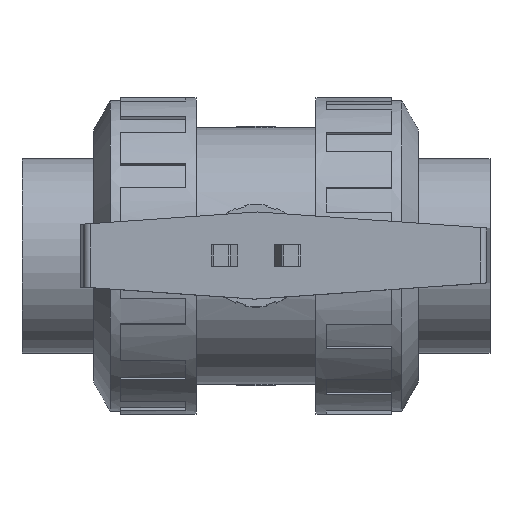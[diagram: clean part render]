
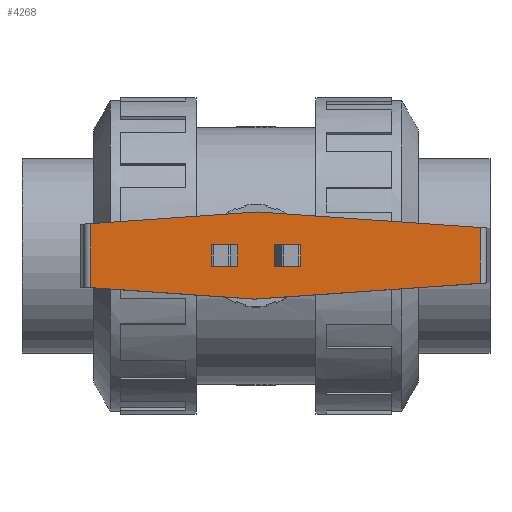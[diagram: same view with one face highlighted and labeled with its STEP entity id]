
A CAD part, top view. The second image highlights one B-rep face of the part: STEP entity #4268.
In plain terms, the highlighted planar face has unit normal (0, 0, 1).
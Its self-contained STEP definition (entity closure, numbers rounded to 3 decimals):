
#3119=CARTESIAN_POINT('',(0.489,13.966,88.5));
#3120=VERTEX_POINT('',#3119);
#3127=CARTESIAN_POINT('',(71.912,8.971,88.5));
#3128=VERTEX_POINT('',#3127);
#3129=CARTESIAN_POINT('',(71.912,8.971,88.5));
#3130=DIRECTION('',(-0.998,0.07,0.0));
#3131=VECTOR('',#3130,71.597);
#3132=LINE('',#3129,#3131);
#3133=EDGE_CURVE('',#3128,#3120,#3132,.T.);
#3232=CARTESIAN_POINT('',(-53.162,10.214,88.5));
#3233=VERTEX_POINT('',#3232);
#3241=CARTESIAN_POINT('',(0.489,13.966,88.5));
#3242=DIRECTION('',(-0.998,-0.07,0.0));
#3243=VECTOR('',#3242,53.782);
#3244=LINE('',#3241,#3243);
#3245=EDGE_CURVE('',#3120,#3233,#3244,.T.);
#3405=CARTESIAN_POINT('',(-0.489,-13.966,88.5));
#3406=VERTEX_POINT('',#3405);
#3413=CARTESIAN_POINT('',(-53.162,-10.283,88.5));
#3414=VERTEX_POINT('',#3413);
#3415=CARTESIAN_POINT('',(-53.162,-10.283,88.5));
#3416=DIRECTION('',(0.998,-0.07,0.0));
#3417=VECTOR('',#3416,52.801);
#3418=LINE('',#3415,#3417);
#3419=EDGE_CURVE('',#3414,#3406,#3418,.T.);
#3469=CARTESIAN_POINT('',(-5.84,-3.5,88.5));
#3470=VERTEX_POINT('',#3469);
#3471=CARTESIAN_POINT('',(-14.2,-3.5,88.5));
#3472=VERTEX_POINT('',#3471);
#3473=CARTESIAN_POINT('',(-5.84,-3.5,88.5));
#3474=DIRECTION('',(-1.0,0.0,0.0));
#3475=VECTOR('',#3474,8.36);
#3476=LINE('',#3473,#3475);
#3477=EDGE_CURVE('',#3470,#3472,#3476,.T.);
#3527=CARTESIAN_POINT('',(-5.84,3.5,88.5));
#3528=VERTEX_POINT('',#3527);
#3529=CARTESIAN_POINT('',(-5.84,3.5,88.5));
#3530=DIRECTION('',(0.0,-1.0,0.0));
#3531=VECTOR('',#3530,7.);
#3532=LINE('',#3529,#3531);
#3533=EDGE_CURVE('',#3528,#3470,#3532,.T.);
#3590=CARTESIAN_POINT('',(-14.2,3.5,88.5));
#3591=VERTEX_POINT('',#3590);
#3592=CARTESIAN_POINT('',(-14.2,-3.5,88.5));
#3593=DIRECTION('',(0.0,1.0,0.0));
#3594=VECTOR('',#3593,7.);
#3595=LINE('',#3592,#3594);
#3596=EDGE_CURVE('',#3472,#3591,#3595,.T.);
#3656=CARTESIAN_POINT('',(-14.2,3.5,88.5));
#3657=DIRECTION('',(1.0,0.0,0.0));
#3658=VECTOR('',#3657,8.36);
#3659=LINE('',#3656,#3658);
#3660=EDGE_CURVE('',#3591,#3528,#3659,.T.);
#3675=CARTESIAN_POINT('',(5.84,3.5,88.5));
#3676=VERTEX_POINT('',#3675);
#3677=CARTESIAN_POINT('',(14.2,3.5,88.5));
#3678=VERTEX_POINT('',#3677);
#3679=CARTESIAN_POINT('',(5.84,3.5,88.5));
#3680=DIRECTION('',(1.0,0.0,0.0));
#3681=VECTOR('',#3680,8.36);
#3682=LINE('',#3679,#3681);
#3683=EDGE_CURVE('',#3676,#3678,#3682,.T.);
#3733=CARTESIAN_POINT('',(5.84,-3.5,88.5));
#3734=VERTEX_POINT('',#3733);
#3735=CARTESIAN_POINT('',(5.84,-3.5,88.5));
#3736=DIRECTION('',(0.0,1.0,0.0));
#3737=VECTOR('',#3736,7.);
#3738=LINE('',#3735,#3737);
#3739=EDGE_CURVE('',#3734,#3676,#3738,.T.);
#3796=CARTESIAN_POINT('',(14.2,-3.5,88.5));
#3797=VERTEX_POINT('',#3796);
#3798=CARTESIAN_POINT('',(14.2,3.5,88.5));
#3799=DIRECTION('',(0.0,-1.0,0.0));
#3800=VECTOR('',#3799,7.);
#3801=LINE('',#3798,#3800);
#3802=EDGE_CURVE('',#3678,#3797,#3801,.T.);
#3862=CARTESIAN_POINT('',(14.2,-3.5,88.5));
#3863=DIRECTION('',(-1.0,0.0,0.0));
#3864=VECTOR('',#3863,8.36);
#3865=LINE('',#3862,#3864);
#3866=EDGE_CURVE('',#3797,#3734,#3865,.T.);
#4208=CARTESIAN_POINT('',(71.912,-8.903,88.5));
#4209=VERTEX_POINT('',#4208);
#4217=CARTESIAN_POINT('',(-0.489,-13.966,88.5));
#4218=DIRECTION('',(0.998,0.07,0.0));
#4219=VECTOR('',#4218,72.577);
#4220=LINE('',#4217,#4219);
#4221=EDGE_CURVE('',#3406,#4209,#4220,.T.);
#4233=CARTESIAN_POINT('',(35.956,14.,88.5));
#4234=DIRECTION('',(0.0,0.0,1.0));
#4235=DIRECTION('',(1.0,0.0,0.0));
#4236=AXIS2_PLACEMENT_3D('',#4233,#4234,#4235);
#4237=PLANE('',#4236);
#4238=ORIENTED_EDGE('',*,*,#3245,.T.);
#4239=CARTESIAN_POINT('',(-53.162,10.214,88.5));
#4240=DIRECTION('',(0.0,-1.0,0.0));
#4241=VECTOR('',#4240,20.497);
#4242=LINE('',#4239,#4241);
#4243=EDGE_CURVE('',#3233,#3414,#4242,.T.);
#4244=ORIENTED_EDGE('',*,*,#4243,.T.);
#4245=ORIENTED_EDGE('',*,*,#3419,.T.);
#4246=ORIENTED_EDGE('',*,*,#4221,.T.);
#4247=CARTESIAN_POINT('',(71.912,8.971,88.5));
#4248=DIRECTION('',(0.0,-1.0,0.0));
#4249=VECTOR('',#4248,17.875);
#4250=LINE('',#4247,#4249);
#4251=EDGE_CURVE('',#3128,#4209,#4250,.T.);
#4252=ORIENTED_EDGE('',*,*,#4251,.F.);
#4253=ORIENTED_EDGE('',*,*,#3133,.T.);
#4254=EDGE_LOOP('',(#4238,#4244,#4245,#4246,#4252,#4253));
#4255=FACE_OUTER_BOUND('',#4254,.T.);
#4256=ORIENTED_EDGE('',*,*,#3739,.T.);
#4257=ORIENTED_EDGE('',*,*,#3683,.T.);
#4258=ORIENTED_EDGE('',*,*,#3802,.T.);
#4259=ORIENTED_EDGE('',*,*,#3866,.T.);
#4260=EDGE_LOOP('',(#4256,#4257,#4258,#4259));
#4261=FACE_BOUND('',#4260,.T.);
#4262=ORIENTED_EDGE('',*,*,#3533,.T.);
#4263=ORIENTED_EDGE('',*,*,#3477,.T.);
#4264=ORIENTED_EDGE('',*,*,#3596,.T.);
#4265=ORIENTED_EDGE('',*,*,#3660,.T.);
#4266=EDGE_LOOP('',(#4262,#4263,#4264,#4265));
#4267=FACE_BOUND('',#4266,.T.);
#4268=ADVANCED_FACE('',(#4255,#4261,#4267),#4237,.T.);
